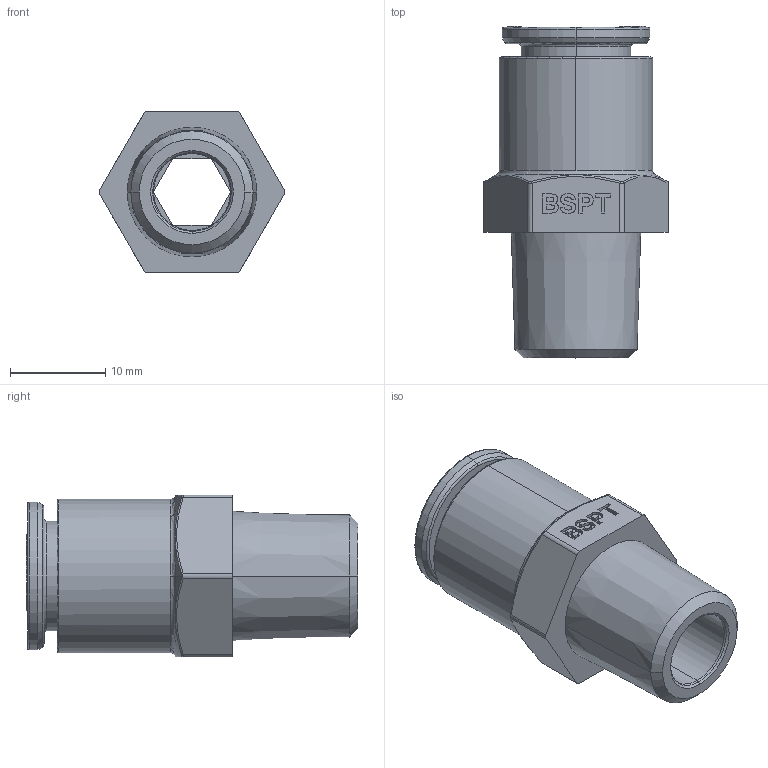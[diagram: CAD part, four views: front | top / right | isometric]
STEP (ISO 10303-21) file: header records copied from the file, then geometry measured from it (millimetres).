
FILE_DESCRIPTION(('STEP AP214'),'1');
FILE_NAME('6875_10_13.stp','2016-07-07T14:46:58',('TraceParts'),('TraceParts S.A.'),'Spatial InterOp 3D',' ',' ');
FILE_SCHEMA(('automotive_design'));
Length unit declared in the file: millimetre
Products named in the file (6): 6875 10 13|44110-19_ASM_1835#44110-19_ASM|44110-32_1831#44110-32;Solide1; 6875 10 13|44110-19_ASM_1835#44110-19_ASM|44110_1832#44110;Solide1; 6875 10 13|44110-19_ASM_1835#44110-19_ASM|44110-30_1833#44110-30;Solide1; 6875 10 13|44110-19_ASM_1835#44110-19_ASM|44110-40_1834#44110-40;Solide1; 6875 10 13|44520-51-06_1830#44520-51-06;Solide1; 6875 10 13|44110-11-10-ASM_1836#44110-11-10-ASM;Solide1
Bounding box: 19.48 x 34.85 x 17 mm (x, y, z)
Volume: 3786.2 mm3; surface area: 5299.8 mm2
Topology: 6 solids, 6 shells, 798 faces, 2042 edges, 1288 vertices
Faces by surface type: plane 333, bspline 162, cylinder 116, cone 96, torus 91
Entity records: 35888 total; most frequent: CARTESIAN_POINT 10638, ORIENTED_EDGE 4084, DIRECTION 3617, EDGE_CURVE 2042, VERTEX_POINT 1288, AXIS2_PLACEMENT_3D 1231, LINE 1155, VECTOR 1155
